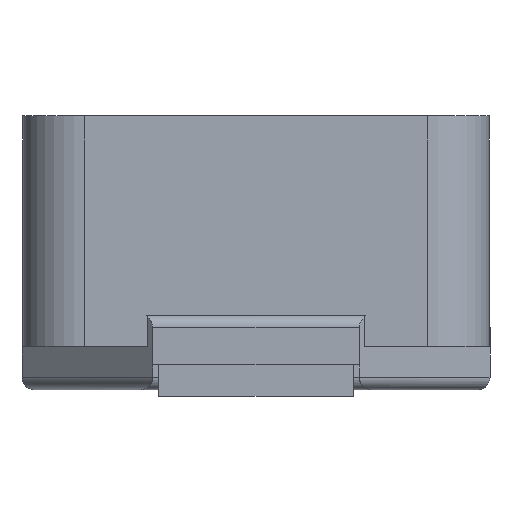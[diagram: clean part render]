
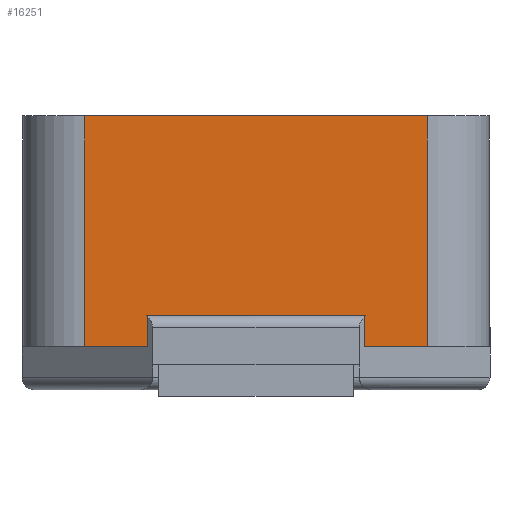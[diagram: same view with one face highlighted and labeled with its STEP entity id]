
A CAD part, left-side view. The second image highlights one B-rep face of the part: STEP entity #16251.
In plain terms, the highlighted planar face has unit normal (-1, 0, 0).
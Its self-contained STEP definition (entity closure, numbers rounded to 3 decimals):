
#380 = VERTEX_POINT ( 'NONE', #4262 ) ;
#794 = EDGE_CURVE ( 'NONE', #1812, #2272, #17746, .T. ) ;
#795 = VERTEX_POINT ( 'NONE', #5645 ) ;
#839 = LINE ( 'NONE', #5397, #3737 ) ;
#1047 = ORIENTED_EDGE ( 'NONE', *, *, #4512, .T. ) ;
#1812 = VERTEX_POINT ( 'NONE', #2970 ) ;
#2031 = CARTESIAN_POINT ( 'NONE',  ( -3.75, -1.75, 1.3 ) ) ;
#2156 = CARTESIAN_POINT ( 'NONE',  ( -3.75, 1.75, 1.3 ) ) ;
#2171 = EDGE_CURVE ( 'NONE', #7966, #1812, #7889, .T. ) ;
#2272 = VERTEX_POINT ( 'NONE', #11419 ) ;
#2497 = CARTESIAN_POINT ( 'NONE',  ( -3.75, -1.75, 1.3 ) ) ;
#2942 = AXIS2_PLACEMENT_3D ( 'NONE', #6369, #15802, #9382 ) ;
#2946 = DIRECTION ( 'NONE',  ( 0., 0., -1. ) ) ;
#2970 = CARTESIAN_POINT ( 'NONE',  ( -3.75, 2.75, 0.8 ) ) ;
#3737 = VECTOR ( 'NONE', #3865, 1000. ) ;
#3865 = DIRECTION ( 'NONE',  ( 0., 0., 1. ) ) ;
#3917 = CARTESIAN_POINT ( 'NONE',  ( -3.75, -3.75, 0.8 ) ) ;
#4163 = DIRECTION ( 'NONE',  ( 0., -1., 0. ) ) ;
#4262 = CARTESIAN_POINT ( 'NONE',  ( -3.75, -2.75, 4.5 ) ) ;
#4452 = ORIENTED_EDGE ( 'NONE', *, *, #11228, .T. ) ;
#4512 = EDGE_CURVE ( 'NONE', #6869, #12396, #8201, .T. ) ;
#4744 = EDGE_LOOP ( 'NONE', ( #8210, #17617, #6569, #1047, #7085, #4452, #6858, #7254 ) ) ;
#4950 = FACE_OUTER_BOUND ( 'NONE', #4744, .T. ) ;
#5397 = CARTESIAN_POINT ( 'NONE',  ( -3.75, -2.75, 4.5 ) ) ;
#5645 = CARTESIAN_POINT ( 'NONE',  ( -3.75, 1.75, 1.3 ) ) ;
#6369 = CARTESIAN_POINT ( 'NONE',  ( -3.75, -3.75, 4.5 ) ) ;
#6569 = ORIENTED_EDGE ( 'NONE', *, *, #9637, .F. ) ;
#6858 = ORIENTED_EDGE ( 'NONE', *, *, #8581, .F. ) ;
#6869 = VERTEX_POINT ( 'NONE', #2497 ) ;
#7085 = ORIENTED_EDGE ( 'NONE', *, *, #7391, .T. ) ;
#7204 = CARTESIAN_POINT ( 'NONE',  ( -3.75, 2.75, 4.5 ) ) ;
#7254 = ORIENTED_EDGE ( 'NONE', *, *, #2171, .T. ) ;
#7391 = EDGE_CURVE ( 'NONE', #12396, #19789, #18457, .T. ) ;
#7889 = LINE ( 'NONE', #10913, #16937 ) ;
#7966 = VERTEX_POINT ( 'NONE', #7204 ) ;
#8126 = VECTOR ( 'NONE', #11585, 1000. ) ;
#8201 = LINE ( 'NONE', #2031, #18229 ) ;
#8210 = ORIENTED_EDGE ( 'NONE', *, *, #794, .T. ) ;
#8517 = LINE ( 'NONE', #2156, #9866 ) ;
#8581 = EDGE_CURVE ( 'NONE', #7966, #380, #19500, .T. ) ;
#9370 = DIRECTION ( 'NONE',  ( 0., -1., 0. ) ) ;
#9382 = DIRECTION ( 'NONE',  ( 0., 0., -1. ) ) ;
#9637 = EDGE_CURVE ( 'NONE', #6869, #795, #10483, .T. ) ;
#9735 = VECTOR ( 'NONE', #16814, 1000. ) ;
#9866 = VECTOR ( 'NONE', #14416, 1000. ) ;
#10483 = LINE ( 'NONE', #10584, #9735 ) ;
#10584 = CARTESIAN_POINT ( 'NONE',  ( -3.75, 1.75, 1.3 ) ) ;
#10913 = CARTESIAN_POINT ( 'NONE',  ( -3.75, 2.75, 4.5 ) ) ;
#11228 = EDGE_CURVE ( 'NONE', #19789, #380, #839, .T. ) ;
#11269 = EDGE_CURVE ( 'NONE', #795, #2272, #8517, .T. ) ;
#11419 = CARTESIAN_POINT ( 'NONE',  ( -3.75, 1.75, 0.8 ) ) ;
#11585 = DIRECTION ( 'NONE',  ( 0., -1., 0. ) ) ;
#12360 = VECTOR ( 'NONE', #9370, 1000. ) ;
#12396 = VERTEX_POINT ( 'NONE', #14592 ) ;
#12430 = VECTOR ( 'NONE', #4163, 1000. ) ;
#14416 = DIRECTION ( 'NONE',  ( 0., 0., -1. ) ) ;
#14592 = CARTESIAN_POINT ( 'NONE',  ( -3.75, -1.75, 0.8 ) ) ;
#15750 = CARTESIAN_POINT ( 'NONE',  ( -3.75, -2.75, 0.8 ) ) ;
#15802 = DIRECTION ( 'NONE',  ( 1., 0., 0. ) ) ;
#15996 = PLANE ( 'NONE',  #2942 ) ;
#16251 = ADVANCED_FACE ( 'NONE', ( #4950 ), #15996, .F. ) ;
#16814 = DIRECTION ( 'NONE',  ( 0., 1., 0. ) ) ;
#16937 = VECTOR ( 'NONE', #2946, 1000. ) ;
#17617 = ORIENTED_EDGE ( 'NONE', *, *, #11269, .F. ) ;
#17746 = LINE ( 'NONE', #3917, #8126 ) ;
#18229 = VECTOR ( 'NONE', #19198, 1000. ) ;
#18457 = LINE ( 'NONE', #18658, #12360 ) ;
#18658 = CARTESIAN_POINT ( 'NONE',  ( -3.75, -3.75, 0.8 ) ) ;
#19198 = DIRECTION ( 'NONE',  ( 0., 0., -1. ) ) ;
#19500 = LINE ( 'NONE', #19782, #12430 ) ;
#19782 = CARTESIAN_POINT ( 'NONE',  ( -3.75, -3.75, 4.5 ) ) ;
#19789 = VERTEX_POINT ( 'NONE', #15750 ) ;
